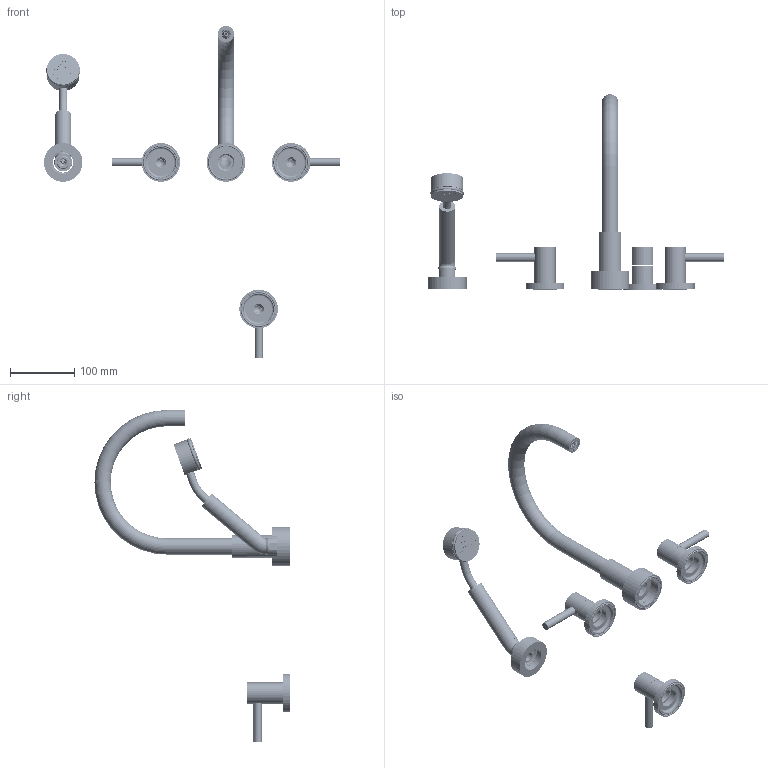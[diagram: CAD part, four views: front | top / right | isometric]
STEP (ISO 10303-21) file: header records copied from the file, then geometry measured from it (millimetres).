
FILE_DESCRIPTION((''),'2;1');
FILE_NAME('1507_ASM','2011-08-29T',('ravindrashirol'),(''),'PRO/ENGINEER BY PARAMETRIC TECHNOLOGY CORPORATION, 2009300','PRO/ENGINEER BY PARAMETRIC TECHNOLOGY CORPORATION, 2009300','');
FILE_SCHEMA(('CONFIG_CONTROL_DESIGN'));
Length unit declared in the file: inch
Products named in the file (43): 50484; 50304; 50305; 50306; 6-289-1_ASM; 50914; 50487; 92004; 50489; 50913; 50485; 91159; 50488; 91233; 5-050; 11913; 283_ASM; 284_ASM; 10829; 91231; 2-100_ASM; 10620; 11017; 92005; 91017; 11016; 2-299_ASM; 3-255_ASM; 10842; 10832; 10833; 10656; 10819; 2-246_ASM; 10818; 91329; 91014; 91040; 2-402_ASM; 92006 ...
Assembly tree (47 placements, depth 5):
  1507_ASM
    3-1507_ASM
      6-289-1_ASM
        50484
        50304
        50305
        50306
      283_ASM
        50914
        50487
        92004  x2
        50489
        50913
        50485
        91159
        50488
        91233
        5-050  x2
        11913
      284_ASM
      3-255_ASM  x3
        2-100_ASM
          10829
          91231
        10620
        2-299_ASM
          11017
          92005
          91017
          11016
      3-225_ASM
        10842
        10832
        2-246_ASM
          10833
          10656
          10819
        2-402_ASM
          10818
          91329
          91014
          91040
        91231
        92006
Bounding box: 462.12 x 304.27 x 517.68 mm (x, y, z)
Volume: 447820.5 mm3; surface area: 406741.7 mm2
Topology: 50 solids, 86 shells, 2679 faces, 7214 edges, 4719 vertices
Faces by surface type: cylinder 1267, plane 676, bspline 399, cone 203, torus 124, sphere 10
Entity records: 129307 total; most frequent: CARTESIAN_POINT 83844, ORIENTED_EDGE 9800, DIRECTION 8102, EDGE_CURVE 5069, VERTEX_POINT 3333, AXIS2_PLACEMENT_3D 3148, EDGE_LOOP 2225, B_SPLINE_CURVE_WITH_KNOTS 1887
